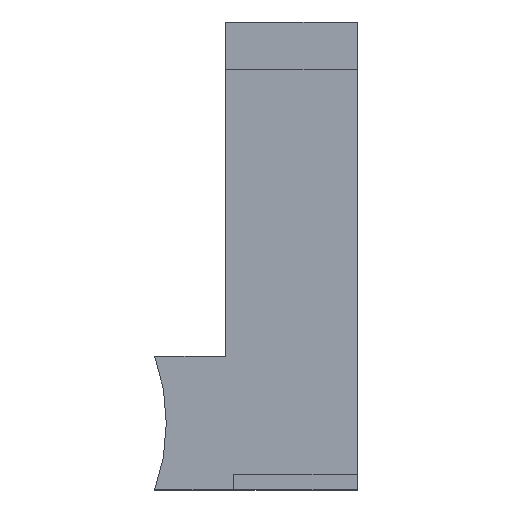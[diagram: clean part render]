
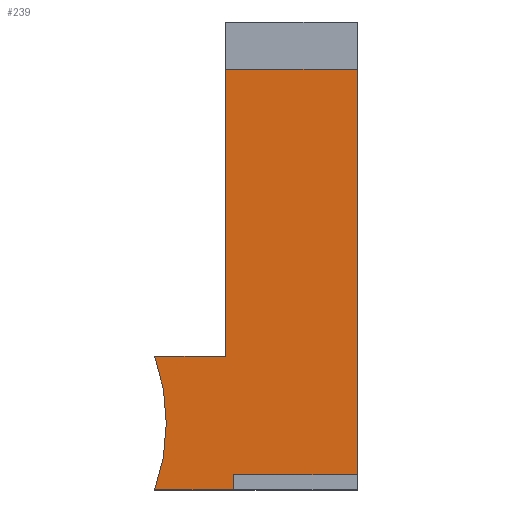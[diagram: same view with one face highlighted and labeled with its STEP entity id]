
A CAD part, top view. The second image highlights one B-rep face of the part: STEP entity #239.
In plain terms, the highlighted planar face has unit normal (0, 0, 1).
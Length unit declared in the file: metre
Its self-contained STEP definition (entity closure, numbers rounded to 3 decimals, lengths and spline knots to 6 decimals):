
#13=CIRCLE('',#266,0.022092);
#33=ORIENTED_EDGE('',*,*,#97,.F.);
#34=ORIENTED_EDGE('',*,*,#85,.T.);
#35=ORIENTED_EDGE('',*,*,#98,.T.);
#36=ORIENTED_EDGE('',*,*,#99,.T.);
#37=ORIENTED_EDGE('',*,*,#100,.T.);
#38=ORIENTED_EDGE('',*,*,#101,.F.);
#39=ORIENTED_EDGE('',*,*,#102,.F.);
#40=ORIENTED_EDGE('',*,*,#92,.F.);
#85=EDGE_CURVE('',#119,#118,#140,.T.);
#92=EDGE_CURVE('',#123,#124,#147,.T.);
#97=EDGE_CURVE('',#119,#123,#152,.T.);
#98=EDGE_CURVE('',#118,#128,#153,.T.);
#99=EDGE_CURVE('',#128,#129,#13,.T.);
#100=EDGE_CURVE('',#129,#130,#154,.T.);
#101=EDGE_CURVE('',#131,#130,#155,.T.);
#102=EDGE_CURVE('',#124,#131,#156,.T.);
#118=VERTEX_POINT('',#350);
#119=VERTEX_POINT('',#352);
#123=VERTEX_POINT('',#364);
#124=VERTEX_POINT('',#366);
#128=VERTEX_POINT('',#377);
#129=VERTEX_POINT('',#379);
#130=VERTEX_POINT('',#381);
#131=VERTEX_POINT('',#383);
#140=LINE('',#351,#171);
#147=LINE('',#365,#178);
#152=LINE('',#375,#183);
#153=LINE('',#376,#184);
#154=LINE('',#380,#185);
#155=LINE('',#382,#186);
#156=LINE('',#384,#187);
#171=VECTOR('',#285,1.);
#178=VECTOR('',#296,1.);
#183=VECTOR('',#303,1.);
#184=VECTOR('',#304,1.);
#185=VECTOR('',#307,1.);
#186=VECTOR('',#308,1.);
#187=VECTOR('',#309,1.);
#201=EDGE_LOOP('',(#33,#34,#35,#36,#37,#38,#39,#40));
#214=FACE_BOUND('',#201,.T.);
#227=PLANE('',#265);
#239=ADVANCED_FACE('',(#214),#227,.F.);
#265=AXIS2_PLACEMENT_3D('',#374,#301,#302);
#266=AXIS2_PLACEMENT_3D('',#378,#305,#306);
#285=DIRECTION('',(0.,-1.,0.));
#296=DIRECTION('',(0.,-1.,0.));
#301=DIRECTION('',(0.,0.,-1.));
#302=DIRECTION('',(1.,0.,0.));
#303=DIRECTION('',(1.,0.,0.));
#304=DIRECTION('',(-1.,0.,0.));
#305=DIRECTION('',(0.,0.,-1.));
#306=DIRECTION('',(-1.,0.,0.));
#307=DIRECTION('',(1.,0.,0.));
#308=DIRECTION('',(0.,-1.,0.));
#309=DIRECTION('',(-1.,0.,0.));
#350=CARTESIAN_POINT('',(-0.013009,0.040379,0.002));
#351=CARTESIAN_POINT('',(-0.013009,0.037627,0.002));
#352=CARTESIAN_POINT('',(-0.013009,0.072606,0.002));
#364=CARTESIAN_POINT('',(0.001791,0.072606,0.002));
#365=CARTESIAN_POINT('',(0.001791,0.037627,0.002));
#366=CARTESIAN_POINT('',(0.001791,0.02707,0.002));
#374=CARTESIAN_POINT('',(0.009991,0.037627,0.002));
#375=CARTESIAN_POINT('',(-0.005609,0.072606,0.002));
#376=CARTESIAN_POINT('',(0.009991,0.040379,0.002));
#377=CARTESIAN_POINT('',(-0.020959,0.040379,0.002));
#378=CARTESIAN_POINT('',(-0.04174,0.032879,0.002));
#379=CARTESIAN_POINT('',(-0.020959,0.025379,0.002));
#380=CARTESIAN_POINT('',(0.009991,0.025379,0.002));
#381=CARTESIAN_POINT('',(-0.012123,0.025379,0.002));
#382=CARTESIAN_POINT('',(-0.012123,0.026224,0.002));
#383=CARTESIAN_POINT('',(-0.012123,0.02707,0.002));
#384=CARTESIAN_POINT('',(-0.00575,0.02707,0.002));
